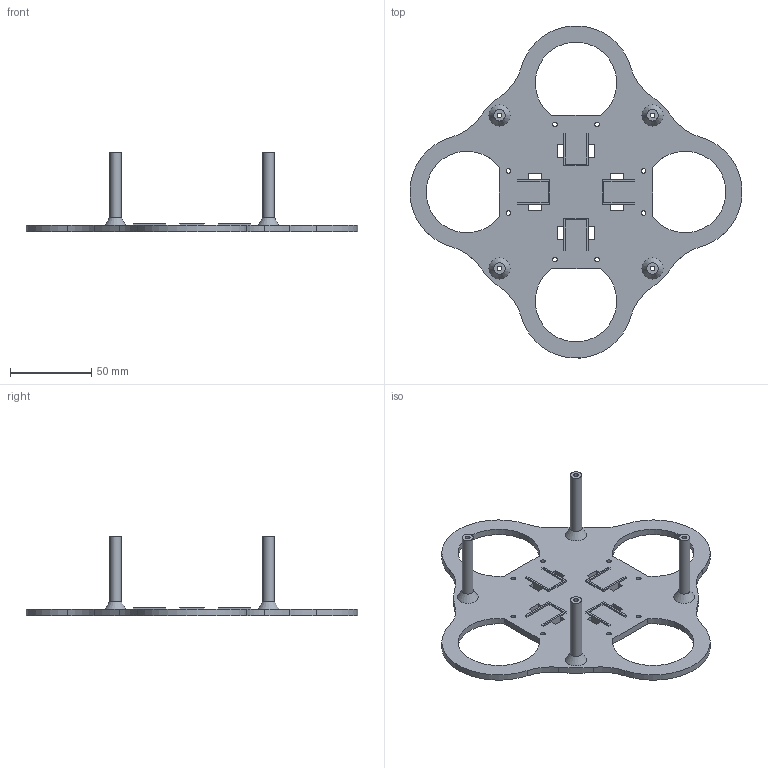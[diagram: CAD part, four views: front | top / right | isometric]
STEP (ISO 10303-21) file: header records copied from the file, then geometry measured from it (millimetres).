
FILE_DESCRIPTION(/* description */ (''),/* implementation_level */ '2;1');
FILE_NAME(/* name */ 'sase.stp',/* time_stamp */ '2024-09-30T13:03:03+03:00',/* author */ (''),/* organization */ (''),/* preprocessor_version */ 'ST-DEVELOPER v19.4',/* originating_system */ 'SIEMENS PLM Software NX2306.3001',/* authorisation */ '');
FILE_SCHEMA (('AUTOMOTIVE_DESIGN { 1 0 10303 214 3 1 1 1 }'));
Length unit declared in the file: millimetre
Products named in the file (2): chasisbottom; assembly1
Assembly tree (1 placements, depth 2):
  assembly1
    chasisbottom
Bounding box: 203.85 x 203.85 x 49 mm (x, y, z)
Volume: 72132.1 mm3; surface area: 44631.1 mm2
Topology: 1 solids, 1 shells, 110 faces, 320 edges, 212 vertices
Faces by surface type: plane 70, cylinder 36, cone 4
Full cylindrical faces by diameter (mm): 2.8 x12, 7 x4
Entity records: 3665 total; most frequent: CARTESIAN_POINT 624, ORIENTED_EDGE 600, DIRECTION 600, EDGE_CURVE 300, LINE 224, VECTOR 224, VERTEX_POINT 212, AXIS2_PLACEMENT_3D 188
